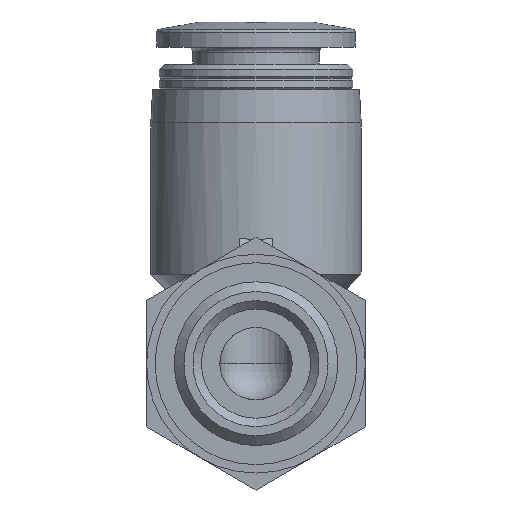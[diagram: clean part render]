
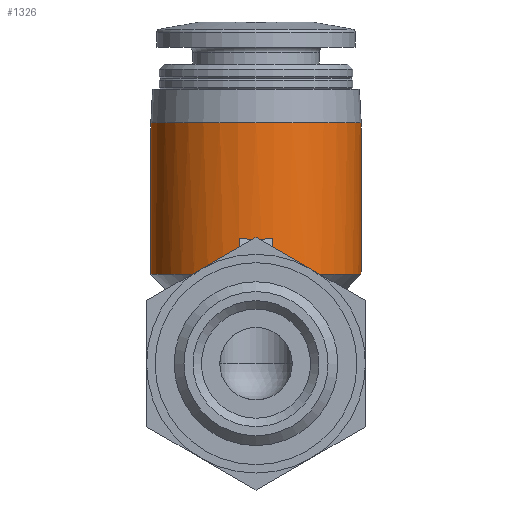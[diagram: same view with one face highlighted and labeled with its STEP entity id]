
A CAD part, front view. The second image highlights one B-rep face of the part: STEP entity #1326.
In plain terms, the highlighted cylindrical face has radius 6.25 mm (diameter 12.5 mm), a full revolution.
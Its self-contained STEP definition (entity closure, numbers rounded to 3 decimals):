
#22=LINE('',#1934,#49);
#23=LINE('',#1938,#50);
#49=VECTOR('',#1610,1000.);
#50=VECTOR('',#1613,1000.);
#145=ELLIPSE('',#1428,8.839,6.25);
#204=ORIENTED_EDGE('',*,*,#376,.F.);
#205=ORIENTED_EDGE('',*,*,#401,.F.);
#206=ORIENTED_EDGE('',*,*,#402,.F.);
#207=ORIENTED_EDGE('',*,*,#403,.T.);
#208=ORIENTED_EDGE('',*,*,#400,.T.);
#376=EDGE_CURVE('',#478,#479,#550,.T.);
#400=EDGE_CURVE('',#501,#501,#568,.T.);
#401=EDGE_CURVE('',#502,#478,#22,.T.);
#402=EDGE_CURVE('',#503,#502,#145,.T.);
#403=EDGE_CURVE('',#503,#479,#23,.T.);
#478=VERTEX_POINT('',#1856);
#479=VERTEX_POINT('',#1857);
#501=VERTEX_POINT('',#1932);
#502=VERTEX_POINT('',#1935);
#503=VERTEX_POINT('',#1937);
#550=CIRCLE('',#1390,6.25);
#568=CIRCLE('',#1426,6.25);
#638=EDGE_LOOP('',(#204,#205,#206,#207));
#639=EDGE_LOOP('',(#208));
#745=FACE_BOUND('',#638,.T.);
#746=FACE_BOUND('',#639,.T.);
#819=CYLINDRICAL_SURFACE('',#1427,6.25);
#1326=ADVANCED_FACE('',(#745,#746),#819,.T.);
#1390=AXIS2_PLACEMENT_3D('',#1855,#1534,#1535);
#1426=AXIS2_PLACEMENT_3D('',#1931,#1606,#1607);
#1427=AXIS2_PLACEMENT_3D('',#1933,#1608,#1609);
#1428=AXIS2_PLACEMENT_3D('',#1936,#1611,#1612);
#1534=DIRECTION('',(0.,0.,-1.));
#1535=DIRECTION('',(-1.,0.,0.));
#1606=DIRECTION('',(0.,0.,-1.));
#1607=DIRECTION('',(-1.,0.,0.));
#1608=DIRECTION('',(0.,0.,-1.));
#1609=DIRECTION('',(-1.,0.,0.));
#1610=DIRECTION('',(0.,0.,-1.));
#1611=DIRECTION('',(0.,0.707,-0.707));
#1612=DIRECTION('',(0.,-0.707,-0.707));
#1613=DIRECTION('',(0.,0.,-1.));
#1855=CARTESIAN_POINT('',(0.,31.9,5.3));
#1856=CARTESIAN_POINT('',(-1.,25.731,5.3));
#1857=CARTESIAN_POINT('',(1.,25.731,5.3));
#1931=CARTESIAN_POINT('',(0.,31.9,14.3));
#1932=CARTESIAN_POINT('',(-6.25,31.9,14.3));
#1933=CARTESIAN_POINT('',(0.,31.9,-4.375));
#1934=CARTESIAN_POINT('',(-1.,25.731,-4.375));
#1935=CARTESIAN_POINT('',(-1.,25.731,7.456));
#1936=CARTESIAN_POINT('',(0.,31.9,13.625));
#1937=CARTESIAN_POINT('',(1.,25.731,7.456));
#1938=CARTESIAN_POINT('',(1.,25.731,-4.375));
